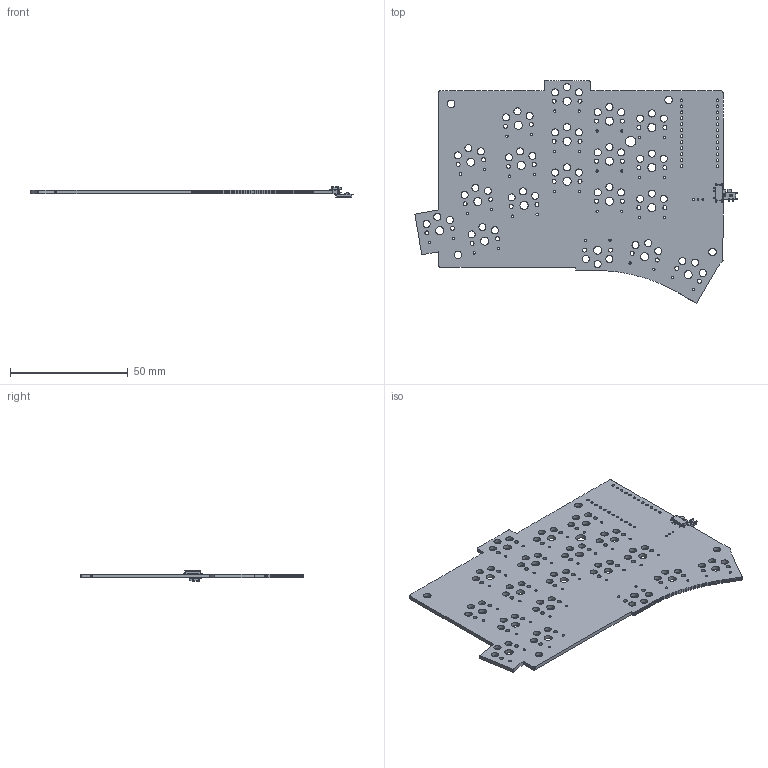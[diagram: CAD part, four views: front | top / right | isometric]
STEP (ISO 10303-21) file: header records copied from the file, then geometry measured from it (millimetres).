
FILE_DESCRIPTION(('KiCad electronic assembly'),'2;1');
FILE_NAME('totem_0_2.step','2024-08-12T14:51:14',('Pcbnew'),('Kicad'), 'Open CASCADE STEP processor 7.7','KiCad to STEP converter','Unknown' );
FILE_SCHEMA(('AUTOMOTIVE_DESIGN { 1 0 10303 214 1 1 1 1 }'));
Length unit declared in the file: millimetre
Products named in the file (4): totem_0_2 1; MSK12C02; 1C4D76A2-A481-441D-A369-745B29BCEF65; totem_0_3_PCB
Assembly tree (4 placements, depth 3):
  totem_0_2 1
    MSK12C02  x2
      1C4D76A2-A481-441D-A369-745B29BCEF65
    totem_0_3_PCB
Bounding box: 136.68 x 94.35 x 4.5 mm (x, y, z)
Volume: 14208 mm3; surface area: 20564.7 mm2
Topology: 5 solids, 5 shells, 919 faces, 2617 edges, 1718 vertices
Faces by surface type: plane 626, cylinder 285, torus 8
Full cylindrical faces by diameter (mm): 0.75 x2, 0.991 x38, 1.092 x24, 1.702 x38, 3 x57, 3.2 x4, 3.429 x19, 4.3 x1
Entity records: 25170 total; most frequent: CARTESIAN_POINT 4351, ORIENTED_EDGE 4274, DIRECTION 4065, EDGE_CURVE 2137, LINE 1655, VECTOR 1655, VERTEX_POINT 1411, AXIS2_PLACEMENT_3D 1205
